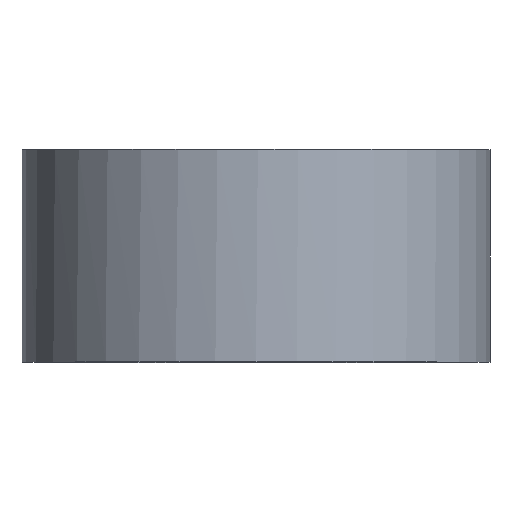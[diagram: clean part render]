
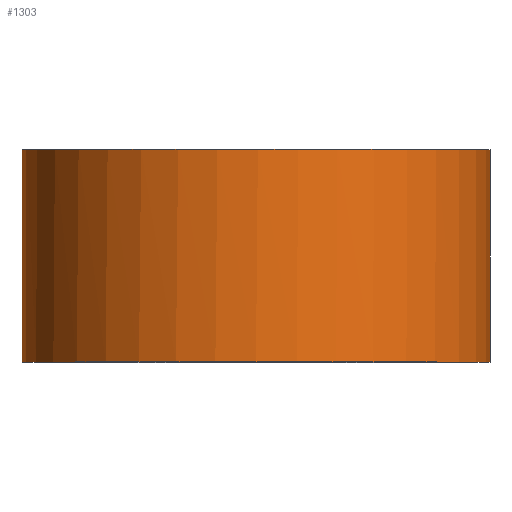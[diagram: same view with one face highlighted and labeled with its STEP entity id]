
A CAD part, top view. The second image highlights one B-rep face of the part: STEP entity #1303.
In plain terms, the highlighted cylindrical face has radius 39 mm (diameter 78 mm), a full revolution.
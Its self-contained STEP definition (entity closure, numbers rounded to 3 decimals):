
#23=B_SPLINE_CURVE_WITH_KNOTS('',3,(#2155,#2156,#2157,#2158,#2159,#2160,
#2161,#2162,#2163,#2164,#2165,#2166,#2167,#2168,#2169,#2170,#2171,#2172,
#2173,#2174,#2175,#2176,#2177,#2178,#2179,#2180,#2181,#2182,#2183,#2184,
#2185,#2186,#2187,#2188),.UNSPECIFIED.,.F.,.F.,(4,2,2,2,2,2,2,2,2,2,2,2,
2,2,2,2,4),(11.591,12.093,12.825,13.556,
14.288,14.977,15.665,16.354,17.043,
17.731,18.42,19.109,19.797,20.529,
21.26,21.992,22.495),.UNSPECIFIED.);
#33=CYLINDRICAL_SURFACE('',#1393,39.);
#78=CIRCLE('',#1394,39.);
#79=CIRCLE('',#1395,39.);
#80=CIRCLE('',#1396,39.);
#148=FACE_OUTER_BOUND('',#223,.T.);
#223=EDGE_LOOP('',(#1073,#1074,#1075,#1076,#1077,#1078,#1079,#1080));
#381=LINE('',#2144,#522);
#382=LINE('',#2150,#523);
#383=LINE('',#2154,#524);
#522=VECTOR('',#1700,10.);
#523=VECTOR('',#1707,39.);
#524=VECTOR('',#1710,10.);
#641=VERTEX_POINT('',#2141);
#642=VERTEX_POINT('',#2143);
#643=VERTEX_POINT('',#2147);
#644=VERTEX_POINT('',#2149);
#645=VERTEX_POINT('',#2151);
#646=VERTEX_POINT('',#2153);
#805=EDGE_CURVE('',#642,#641,#381,.T.);
#807=EDGE_CURVE('',#643,#643,#78,.T.);
#808=EDGE_CURVE('',#643,#644,#382,.T.);
#809=EDGE_CURVE('',#645,#644,#79,.T.);
#810=EDGE_CURVE('',#645,#646,#383,.T.);
#811=EDGE_CURVE('',#646,#642,#23,.T.);
#812=EDGE_CURVE('',#644,#641,#80,.T.);
#1073=ORIENTED_EDGE('',*,*,#807,.T.);
#1074=ORIENTED_EDGE('',*,*,#808,.T.);
#1075=ORIENTED_EDGE('',*,*,#809,.F.);
#1076=ORIENTED_EDGE('',*,*,#810,.T.);
#1077=ORIENTED_EDGE('',*,*,#811,.T.);
#1078=ORIENTED_EDGE('',*,*,#805,.T.);
#1079=ORIENTED_EDGE('',*,*,#812,.F.);
#1080=ORIENTED_EDGE('',*,*,#808,.F.);
#1303=ADVANCED_FACE('',(#148),#33,.T.);
#1393=AXIS2_PLACEMENT_3D('',#2146,#1703,#1704);
#1394=AXIS2_PLACEMENT_3D('',#2148,#1705,#1706);
#1395=AXIS2_PLACEMENT_3D('',#2152,#1708,#1709);
#1396=AXIS2_PLACEMENT_3D('',#2189,#1711,#1712);
#1700=DIRECTION('',(0.,1.,0.));
#1703=DIRECTION('center_axis',(0.,-1.,0.));
#1704=DIRECTION('ref_axis',(-1.,0.,0.));
#1705=DIRECTION('center_axis',(0.,1.,0.));
#1706=DIRECTION('ref_axis',(-1.,0.,0.));
#1707=DIRECTION('',(0.,1.,0.));
#1708=DIRECTION('center_axis',(0.,1.,0.));
#1709=DIRECTION('ref_axis',(-1.,0.,0.));
#1710=DIRECTION('',(0.,-1.,0.));
#1711=DIRECTION('center_axis',(0.,1.,0.));
#1712=DIRECTION('ref_axis',(-1.,0.,0.));
#2141=CARTESIAN_POINT('',(34.125,102.84,260.978));
#2143=CARTESIAN_POINT('',(34.125,101.163,260.978));
#2144=CARTESIAN_POINT('',(34.125,134.34,260.978));
#2146=CARTESIAN_POINT('Origin',(0.,134.34,279.858));
#2147=CARTESIAN_POINT('',(39.,67.42,279.858));
#2148=CARTESIAN_POINT('Origin',(0.,67.42,279.858));
#2149=CARTESIAN_POINT('',(39.,102.84,279.858));
#2150=CARTESIAN_POINT('',(39.,134.34,279.858));
#2151=CARTESIAN_POINT('',(-34.125,102.84,260.978));
#2152=CARTESIAN_POINT('Origin',(0.,102.84,279.858));
#2153=CARTESIAN_POINT('',(-34.125,101.163,260.978));
#2154=CARTESIAN_POINT('',(-34.125,134.34,260.978));
#2155=CARTESIAN_POINT('Ctrl Pts',(-34.125,101.163,260.978));
#2156=CARTESIAN_POINT('Ctrl Pts',(-34.018,99.533,260.784));
#2157=CARTESIAN_POINT('Ctrl Pts',(-33.797,97.954,260.386));
#2158=CARTESIAN_POINT('Ctrl Pts',(-33.01,94.19,259.069));
#2159=CARTESIAN_POINT('Ctrl Pts',(-32.332,92.054,258.));
#2160=CARTESIAN_POINT('Ctrl Pts',(-30.595,87.976,255.628));
#2161=CARTESIAN_POINT('Ctrl Pts',(-29.534,86.037,254.325));
#2162=CARTESIAN_POINT('Ctrl Pts',(-27.081,82.419,251.737));
#2163=CARTESIAN_POINT('Ctrl Pts',(-25.688,80.742,250.451));
#2164=CARTESIAN_POINT('Ctrl Pts',(-22.766,77.82,248.141));
#2165=CARTESIAN_POINT('Ctrl Pts',(-21.147,76.454,247.025));
#2166=CARTESIAN_POINT('Ctrl Pts',(-17.56,73.992,244.974));
#2167=CARTESIAN_POINT('Ctrl Pts',(-15.59,72.895,244.04));
#2168=CARTESIAN_POINT('Ctrl Pts',(-11.403,71.097,242.496));
#2169=CARTESIAN_POINT('Ctrl Pts',(-9.18,70.393,241.884));
#2170=CARTESIAN_POINT('Ctrl Pts',(-4.627,69.455,241.065));
#2171=CARTESIAN_POINT('Ctrl Pts',(-2.296,69.22,240.858));
#2172=CARTESIAN_POINT('Ctrl Pts',(2.296,69.22,240.858));
#2173=CARTESIAN_POINT('Ctrl Pts',(4.627,69.455,241.065));
#2174=CARTESIAN_POINT('Ctrl Pts',(9.18,70.393,241.884));
#2175=CARTESIAN_POINT('Ctrl Pts',(11.403,71.097,242.496));
#2176=CARTESIAN_POINT('Ctrl Pts',(15.59,72.895,244.04));
#2177=CARTESIAN_POINT('Ctrl Pts',(17.56,73.992,244.974));
#2178=CARTESIAN_POINT('Ctrl Pts',(21.147,76.454,247.025));
#2179=CARTESIAN_POINT('Ctrl Pts',(22.766,77.82,248.141));
#2180=CARTESIAN_POINT('Ctrl Pts',(25.688,80.742,250.451));
#2181=CARTESIAN_POINT('Ctrl Pts',(27.081,82.419,251.737));
#2182=CARTESIAN_POINT('Ctrl Pts',(29.534,86.037,254.325));
#2183=CARTESIAN_POINT('Ctrl Pts',(30.595,87.976,255.628));
#2184=CARTESIAN_POINT('Ctrl Pts',(32.332,92.054,258.));
#2185=CARTESIAN_POINT('Ctrl Pts',(33.01,94.19,259.069));
#2186=CARTESIAN_POINT('Ctrl Pts',(33.797,97.954,260.386));
#2187=CARTESIAN_POINT('Ctrl Pts',(34.018,99.533,260.784));
#2188=CARTESIAN_POINT('Ctrl Pts',(34.125,101.163,260.978));
#2189=CARTESIAN_POINT('Origin',(0.,102.84,279.858));
